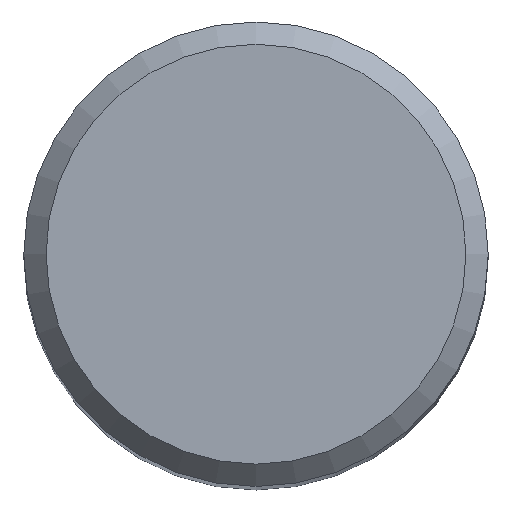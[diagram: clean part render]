
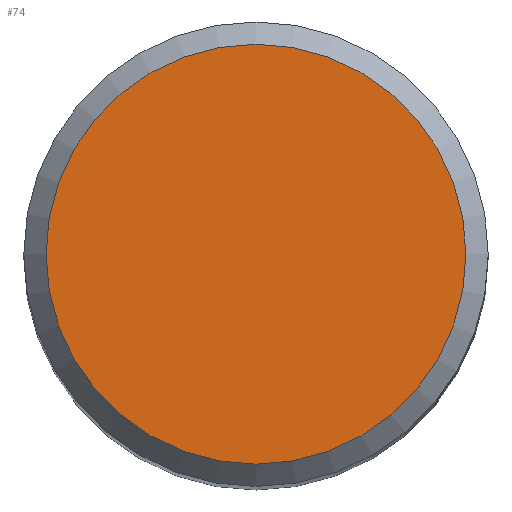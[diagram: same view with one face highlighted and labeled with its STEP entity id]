
A CAD part, top view. The second image highlights one B-rep face of the part: STEP entity #74.
In plain terms, the highlighted planar face has unit normal (0, 0, 1).
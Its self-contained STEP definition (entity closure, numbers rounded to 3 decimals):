
#74=ADVANCED_FACE('',(#92),#87,.T.);
#87=PLANE('',#219);
#92=FACE_OUTER_BOUND('',#97,.T.);
#97=EDGE_LOOP('',(#117));
#117=ORIENTED_EDGE('',*,*,#148,.F.);
#137=VERTEX_POINT('',#320);
#148=EDGE_CURVE('',#137,#137,#158,.T.);
#158=CIRCLE('',#218,2.87);
#218=AXIS2_PLACEMENT_3D('',#319,#249,#250);
#219=AXIS2_PLACEMENT_3D('',#321,#251,#252);
#249=DIRECTION('',(0.,0.,-1.));
#250=DIRECTION('',(-1.,0.,0.));
#251=DIRECTION('',(0.,0.,1.));
#252=DIRECTION('',(-1.,0.,0.));
#319=CARTESIAN_POINT('',(0.,0.,27.686));
#320=CARTESIAN_POINT('',(-2.87,0.,27.686));
#321=CARTESIAN_POINT('',(2.87,0.,27.686));
